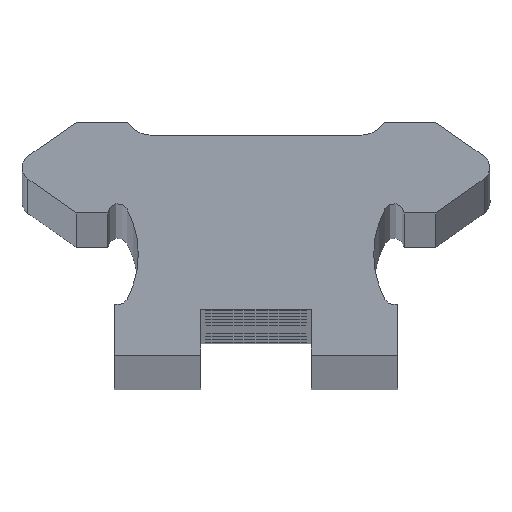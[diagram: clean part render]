
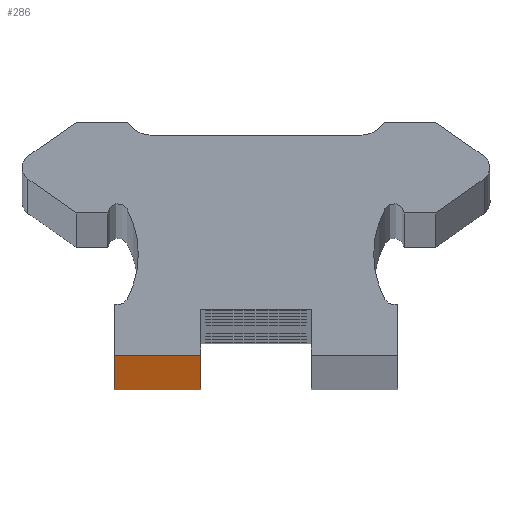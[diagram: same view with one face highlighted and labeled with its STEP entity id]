
A CAD part, top view. The second image highlights one B-rep face of the part: STEP entity #286.
In plain terms, the highlighted planar face has unit normal (0, -1, 0).
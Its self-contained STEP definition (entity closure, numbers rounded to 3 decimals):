
#62 = LINE ( 'NONE', #2118, #1432 ) ;
#193 = DIRECTION ( 'NONE',  ( 0., 0., 1. ) ) ;
#286 = ADVANCED_FACE ( 'NONE', ( #308 ), #1209, .F. ) ;
#306 = VECTOR ( 'NONE', #193, 1000. ) ;
#308 = FACE_OUTER_BOUND ( 'NONE', #1979, .T. ) ;
#422 = CARTESIAN_POINT ( 'NONE',  ( -3., 0., 1256. ) ) ;
#594 = VECTOR ( 'NONE', #1533, 1000. ) ;
#679 = VECTOR ( 'NONE', #2666, 1000. ) ;
#721 = EDGE_CURVE ( 'NONE', #2739, #1462, #2027, .T. ) ;
#861 = CARTESIAN_POINT ( 'NONE',  ( -7.7, 0., 0. ) ) ;
#908 = AXIS2_PLACEMENT_3D ( 'NONE', #2769, #990, #1879 ) ;
#947 = VERTEX_POINT ( 'NONE', #964 ) ;
#964 = CARTESIAN_POINT ( 'NONE',  ( -3., 0., 1076. ) ) ;
#990 = DIRECTION ( 'NONE',  ( 0., 1., 0. ) ) ;
#1165 = DIRECTION ( 'NONE',  ( 1., 0., 0. ) ) ;
#1209 = PLANE ( 'NONE',  #908 ) ;
#1312 = LINE ( 'NONE', #2019, #594 ) ;
#1432 = VECTOR ( 'NONE', #1165, 1000. ) ;
#1446 = ORIENTED_EDGE ( 'NONE', *, *, #721, .F. ) ;
#1462 = VERTEX_POINT ( 'NONE', #2572 ) ;
#1533 = DIRECTION ( 'NONE',  ( -1., 0., 0. ) ) ;
#1610 = ORIENTED_EDGE ( 'NONE', *, *, #2142, .T. ) ;
#1743 = ORIENTED_EDGE ( 'NONE', *, *, #2844, .T. ) ;
#1879 = DIRECTION ( 'NONE',  ( 0., 0., 1. ) ) ;
#1958 = CARTESIAN_POINT ( 'NONE',  ( -7.7, 0., 0. ) ) ;
#1979 = EDGE_LOOP ( 'NONE', ( #1743, #1446, #2551, #1610 ) ) ;
#2019 = CARTESIAN_POINT ( 'NONE',  ( -7.7, 0., 1076. ) ) ;
#2027 = LINE ( 'NONE', #861, #679 ) ;
#2068 = VERTEX_POINT ( 'NONE', #2228 ) ;
#2118 = CARTESIAN_POINT ( 'NONE',  ( -11.965, 0., 0. ) ) ;
#2142 = EDGE_CURVE ( 'NONE', #2068, #947, #2191, .T. ) ;
#2191 = LINE ( 'NONE', #422, #306 ) ;
#2228 = CARTESIAN_POINT ( 'NONE',  ( -3., 0., 0. ) ) ;
#2551 = ORIENTED_EDGE ( 'NONE', *, *, #2626, .T. ) ;
#2572 = CARTESIAN_POINT ( 'NONE',  ( -7.7, 0., 1076. ) ) ;
#2626 = EDGE_CURVE ( 'NONE', #2739, #2068, #62, .T. ) ;
#2666 = DIRECTION ( 'NONE',  ( 0., 0., 1. ) ) ;
#2739 = VERTEX_POINT ( 'NONE', #1958 ) ;
#2769 = CARTESIAN_POINT ( 'NONE',  ( 13.29, 0., 0. ) ) ;
#2844 = EDGE_CURVE ( 'NONE', #947, #1462, #1312, .T. ) ;
